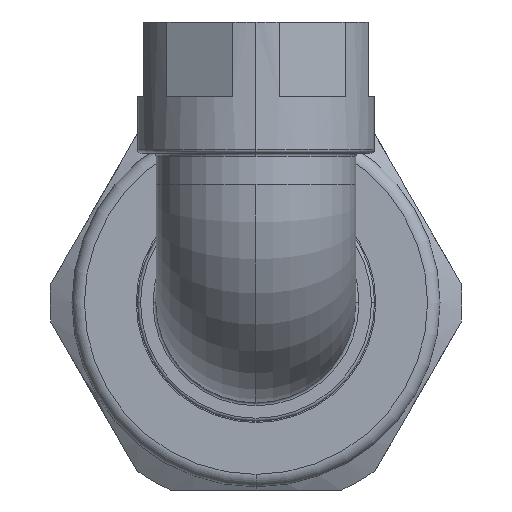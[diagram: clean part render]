
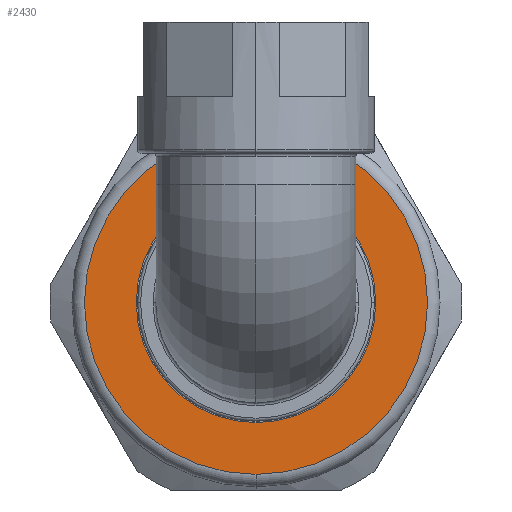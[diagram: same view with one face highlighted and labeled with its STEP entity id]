
A CAD part, left-side view. The second image highlights one B-rep face of the part: STEP entity #2430.
In plain terms, the highlighted planar face has unit normal (-1, 0, 0).
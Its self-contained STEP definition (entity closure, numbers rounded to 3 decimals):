
#23 = DIRECTION ( 'NONE',  ( 1., 0., 0. ) ) ;
#114 = DIRECTION ( 'NONE',  ( 0., 0., 1. ) ) ;
#455 = EDGE_LOOP ( 'NONE', ( #3069, #1021 ) ) ;
#596 = AXIS2_PLACEMENT_3D ( 'NONE', #2191, #880, #1144 ) ;
#756 = CIRCLE ( 'NONE', #3081, 19.2 ) ;
#802 = EDGE_CURVE ( 'NONE', #2836, #1301, #976, .T. ) ;
#880 = DIRECTION ( 'NONE',  ( 1., 0., 0. ) ) ;
#976 = CIRCLE ( 'NONE', #2519, 27.5 ) ;
#988 = VERTEX_POINT ( 'NONE', #3165 ) ;
#1021 = ORIENTED_EDGE ( 'NONE', *, *, #1791, .T. ) ;
#1065 = ORIENTED_EDGE ( 'NONE', *, *, #802, .F. ) ;
#1102 = ORIENTED_EDGE ( 'NONE', *, *, #3213, .F. ) ;
#1144 = DIRECTION ( 'NONE',  ( 0., 0., -1. ) ) ;
#1201 = FACE_BOUND ( 'NONE', #455, .T. ) ;
#1241 = PLANE ( 'NONE',  #2700 ) ;
#1284 = CARTESIAN_POINT ( 'NONE',  ( -6.83, 0., 19.2 ) ) ;
#1301 = VERTEX_POINT ( 'NONE', #2528 ) ;
#1336 = CARTESIAN_POINT ( 'NONE',  ( -6.83, 0., 0. ) ) ;
#1491 = CARTESIAN_POINT ( 'NONE',  ( -6.83, 0., 27.5 ) ) ;
#1500 = CARTESIAN_POINT ( 'NONE',  ( -6.83, 0., 0. ) ) ;
#1609 = DIRECTION ( 'NONE',  ( 0., 0., -1. ) ) ;
#1613 = CARTESIAN_POINT ( 'NONE',  ( -6.83, 0., 0. ) ) ;
#1696 = DIRECTION ( 'NONE',  ( -1., 0., 0. ) ) ;
#1718 = VERTEX_POINT ( 'NONE', #1284 ) ;
#1772 = DIRECTION ( 'NONE',  ( 0., 0., -1. ) ) ;
#1791 = EDGE_CURVE ( 'NONE', #1718, #988, #756, .T. ) ;
#1864 = DIRECTION ( 'NONE',  ( 0., 0., -1. ) ) ;
#2191 = CARTESIAN_POINT ( 'NONE',  ( -6.83, 0., 0. ) ) ;
#2260 = CIRCLE ( 'NONE', #2764, 27.5 ) ;
#2357 = EDGE_CURVE ( 'NONE', #988, #1718, #2765, .T. ) ;
#2430 = ADVANCED_FACE ( 'NONE', ( #1201, #2681 ), #1241, .T. ) ;
#2519 = AXIS2_PLACEMENT_3D ( 'NONE', #1500, #3325, #1772 ) ;
#2528 = CARTESIAN_POINT ( 'NONE',  ( -6.83, 0., -27.5 ) ) ;
#2564 = CARTESIAN_POINT ( 'NONE',  ( -6.83, 0., 0. ) ) ;
#2681 = FACE_OUTER_BOUND ( 'NONE', #2815, .T. ) ;
#2700 = AXIS2_PLACEMENT_3D ( 'NONE', #2564, #1696, #114 ) ;
#2764 = AXIS2_PLACEMENT_3D ( 'NONE', #1613, #23, #1864 ) ;
#2765 = CIRCLE ( 'NONE', #596, 19.2 ) ;
#2815 = EDGE_LOOP ( 'NONE', ( #1102, #1065 ) ) ;
#2836 = VERTEX_POINT ( 'NONE', #1491 ) ;
#3069 = ORIENTED_EDGE ( 'NONE', *, *, #2357, .T. ) ;
#3081 = AXIS2_PLACEMENT_3D ( 'NONE', #1336, #3166, #1609 ) ;
#3165 = CARTESIAN_POINT ( 'NONE',  ( -6.83, 0., -19.2 ) ) ;
#3166 = DIRECTION ( 'NONE',  ( 1., 0., 0. ) ) ;
#3213 = EDGE_CURVE ( 'NONE', #1301, #2836, #2260, .T. ) ;
#3325 = DIRECTION ( 'NONE',  ( 1., 0., 0. ) ) ;
